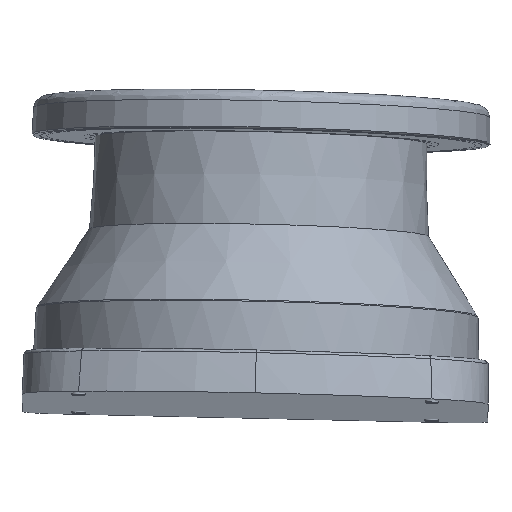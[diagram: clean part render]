
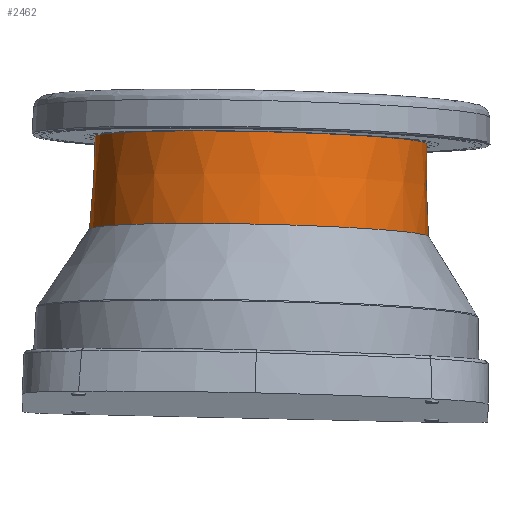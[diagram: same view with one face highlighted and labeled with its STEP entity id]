
A CAD part, left-side view. The second image highlights one B-rep face of the part: STEP entity #2462.
In plain terms, the highlighted conical face has half-angle 2 degrees and reference radius 36.99 mm.
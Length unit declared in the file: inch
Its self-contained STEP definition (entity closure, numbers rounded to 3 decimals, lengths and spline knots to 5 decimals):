
#78 = CARTESIAN_POINT ( 'NONE',  ( -0.40505, 1.30631, 1.97547 ) ) ;
#767 = DIRECTION ( 'NONE',  ( -1., 0., 0.026 ) ) ;
#846 = EDGE_CURVE ( 'NONE', #5731, #4318, #11102, .T. ) ;
#902 = VERTEX_POINT ( 'NONE', #12267 ) ;
#1132 = AXIS2_PLACEMENT_3D ( 'NONE', #10542, #6414, #8437 ) ;
#1138 = CARTESIAN_POINT ( 'NONE',  ( -0.3804, 2.55315, 1.15187 ) ) ;
#1744 = ORIENTED_EDGE ( 'NONE', *, *, #11812, .F. ) ;
#1807 = EDGE_CURVE ( 'NONE', #5542, #7945, #5869, .T. ) ;
#2097 = ORIENTED_EDGE ( 'NONE', *, *, #5206, .F. ) ;
#2361 = CARTESIAN_POINT ( 'NONE',  ( -0.3804, 2.55315, 1.15187 ) ) ;
#2425 = CARTESIAN_POINT ( 'NONE',  ( -0.37834, 2.52677, 1.7242 ) ) ;
#2462 = ADVANCED_FACE ( 'NONE', ( #9375 ), #3407, .T. ) ;
#2646 = CARTESIAN_POINT ( 'NONE',  ( -1.70514, 1.94893, 1.17978 ) ) ;
#2798 = AXIS2_PLACEMENT_3D ( 'NONE', #2646, #6229, #6495 ) ;
#3121 = EDGE_CURVE ( 'NONE', #7128, #5542, #6828, .T. ) ;
#3403 = CARTESIAN_POINT ( 'NONE',  ( -0.40496, 2.57277, 2.0086 ) ) ;
#3407 = CONICAL_SURFACE ( 'NONE', #8453, 1.45629, 0.035 ) ;
#3523 = CARTESIAN_POINT ( 'NONE',  ( -0.37739, 2.51373, 2.00722 ) ) ;
#3584 = CARTESIAN_POINT ( 'NONE',  ( -0.37739, 1.36582, 1.99441 ) ) ;
#3715 = CARTESIAN_POINT ( 'NONE',  ( -0.3804, 1.34549, 1.1384 ) ) ;
#3783 = EDGE_CURVE ( 'NONE', #7945, #10117, #10954, .T. ) ;
#4318 = VERTEX_POINT ( 'NONE', #11983 ) ;
#4384 = CARTESIAN_POINT ( 'NONE',  ( -0.37934, 2.53991, 1.43909 ) ) ;
#4493 = CARTESIAN_POINT ( 'NONE',  ( -0.40496, 2.57277, 2.0086 ) ) ;
#4547 = DIRECTION ( 'NONE',  ( -0.026, 0.011, -1. ) ) ;
#5103 = B_SPLINE_CURVE_WITH_KNOTS ( 'NONE', 3,
 ( #3584, #5473, #11309, #7439 ),
 .UNSPECIFIED., .F., .F.,
 ( 4, 4 ),
 ( 0., 1. ),
 .UNSPECIFIED. ) ;
#5149 = CIRCLE ( 'NONE', #1132, 1.42641 ) ;
#5206 = EDGE_CURVE ( 'NONE', #5731, #5590, #11649, .T. ) ;
#5473 = CARTESIAN_POINT ( 'NONE',  ( -0.37834, 1.35909, 1.71117 ) ) ;
#5542 = VERTEX_POINT ( 'NONE', #1138 ) ;
#5590 = VERTEX_POINT ( 'NONE', #11946 ) ;
#5653 = ORIENTED_EDGE ( 'NONE', *, *, #7942, .F. ) ;
#5731 = VERTEX_POINT ( 'NONE', #9105 ) ;
#5869 = B_SPLINE_CURVE_WITH_KNOTS ( 'NONE', 3,
 ( #2361, #4384, #2425, #9255 ),
 .UNSPECIFIED., .F., .F.,
 ( 4, 4 ),
 ( 0., 1. ),
 .UNSPECIFIED. ) ;
#6229 = DIRECTION ( 'NONE',  ( -0.026, 0.011, -1. ) ) ;
#6241 = AXIS2_PLACEMENT_3D ( 'NONE', #8540, #4547, #11390 ) ;
#6414 = DIRECTION ( 'NONE',  ( 0.026, -0.011, 1. ) ) ;
#6457 = CARTESIAN_POINT ( 'NONE',  ( -1.70514, 1.94893, 1.17978 ) ) ;
#6495 = DIRECTION ( 'NONE',  ( 1., 0., -0.026 ) ) ;
#6544 = EDGE_LOOP ( 'NONE', ( #7728, #2097, #11157, #1744, #12256, #6545, #6872, #5653 ) ) ;
#6545 = ORIENTED_EDGE ( 'NONE', *, *, #1807, .F. ) ;
#6828 = CIRCLE ( 'NONE', #2798, 1.45629 ) ;
#6872 = ORIENTED_EDGE ( 'NONE', *, *, #3121, .F. ) ;
#7128 = VERTEX_POINT ( 'NONE', #3715 ) ;
#7439 = CARTESIAN_POINT ( 'NONE',  ( -0.3804, 1.34549, 1.1384 ) ) ;
#7728 = ORIENTED_EDGE ( 'NONE', *, *, #12198, .F. ) ;
#7874 = VECTOR ( 'NONE', #10937, 39.37008 ) ;
#7942 = EDGE_CURVE ( 'NONE', #902, #7128, #5103, .T. ) ;
#7945 = VERTEX_POINT ( 'NONE', #3523 ) ;
#8025 = DIRECTION ( 'NONE',  ( 0.026, -0.011, 1. ) ) ;
#8142 = LINE ( 'NONE', #3403, #7874 ) ;
#8437 = DIRECTION ( 'NONE',  ( -1., 0., 0.026 ) ) ;
#8453 = AXIS2_PLACEMENT_3D ( 'NONE', #6457, #12345, #767 ) ;
#8540 = CARTESIAN_POINT ( 'NONE',  ( -1.68327, 1.9396, 2.01596 ) ) ;
#9105 = CARTESIAN_POINT ( 'NONE',  ( -0.40505, 1.30631, 1.97547 ) ) ;
#9129 = AXIS2_PLACEMENT_3D ( 'NONE', #10821, #8025, #11887 ) ;
#9255 = CARTESIAN_POINT ( 'NONE',  ( -0.37739, 2.51373, 2.00722 ) ) ;
#9375 = FACE_OUTER_BOUND ( 'NONE', #6544, .T. ) ;
#10117 = VERTEX_POINT ( 'NONE', #4493 ) ;
#10542 = CARTESIAN_POINT ( 'NONE',  ( -1.68277, 1.93939, 2.03496 ) ) ;
#10821 = CARTESIAN_POINT ( 'NONE',  ( -1.68277, 1.93939, 2.03496 ) ) ;
#10937 = DIRECTION ( 'NONE',  ( -0.004, 0.046, -0.999 ) ) ;
#10954 = CIRCLE ( 'NONE', #9129, 1.42641 ) ;
#11102 = CIRCLE ( 'NONE', #6241, 1.42708 ) ;
#11157 = ORIENTED_EDGE ( 'NONE', *, *, #846, .T. ) ;
#11309 = CARTESIAN_POINT ( 'NONE',  ( -0.37934, 1.35232, 1.42583 ) ) ;
#11390 = DIRECTION ( 'NONE',  ( 1., 0., -0.026 ) ) ;
#11649 = LINE ( 'NONE', #78, #12219 ) ;
#11812 = EDGE_CURVE ( 'NONE', #10117, #4318, #8142, .T. ) ;
#11887 = DIRECTION ( 'NONE',  ( -1., 0., 0.026 ) ) ;
#11946 = CARTESIAN_POINT ( 'NONE',  ( -0.40496, 1.30676, 1.99447 ) ) ;
#11983 = CARTESIAN_POINT ( 'NONE',  ( -0.40505, 2.57365, 1.98961 ) ) ;
#12198 = EDGE_CURVE ( 'NONE', #5590, #902, #5149, .T. ) ;
#12219 = VECTOR ( 'NONE', #12354, 39.37008 ) ;
#12256 = ORIENTED_EDGE ( 'NONE', *, *, #3783, .F. ) ;
#12267 = CARTESIAN_POINT ( 'NONE',  ( -0.37739, 1.36582, 1.99441 ) ) ;
#12345 = DIRECTION ( 'NONE',  ( -0.026, 0.011, -1. ) ) ;
#12354 = DIRECTION ( 'NONE',  ( 0.004, 0.024, 1. ) ) ;
